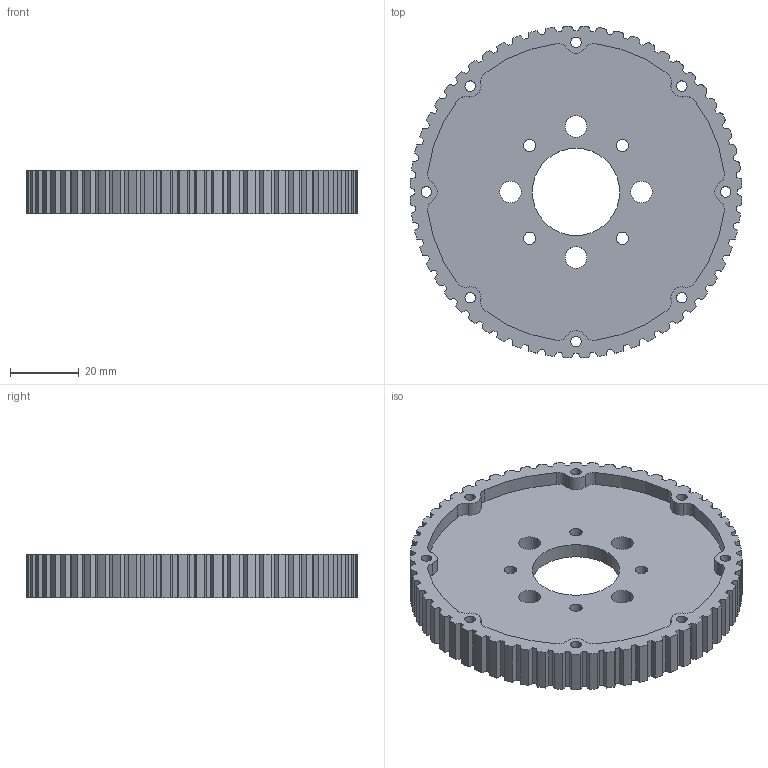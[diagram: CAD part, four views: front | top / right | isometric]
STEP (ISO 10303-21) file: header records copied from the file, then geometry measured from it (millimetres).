
FILE_DESCRIPTION (( 'STEP AP203' ), '1' );
FILE_NAME ('615394.STEP', '2014-08-21T16:27:58', ( 'Kyle' ), ( 'Microsoft' ), 'SwSTEP 2.0', 'SolidWorks 2014', '' );
FILE_SCHEMA (( 'CONFIG_CONTROL_DESIGN' ));
Length unit declared in the file: inch
Products named in the file (1): 615394
Bounding box: 96.54 x 96.51 x 12.7 mm (x, y, z)
Volume: 38589.4 mm3; surface area: 22263.4 mm2
Topology: 1 solids, 1 shells, 396 faces, 1176 edges, 784 vertices
Faces by surface type: cylinder 212, plane 184
Entity records: 13551 total; most frequent: DIRECTION 2394, CARTESIAN_POINT 2357, ORIENTED_EDGE 2352, EDGE_CURVE 1176, AXIS2_PLACEMENT_3D 821, VERTEX_POINT 784, VECTOR 752, LINE 752
